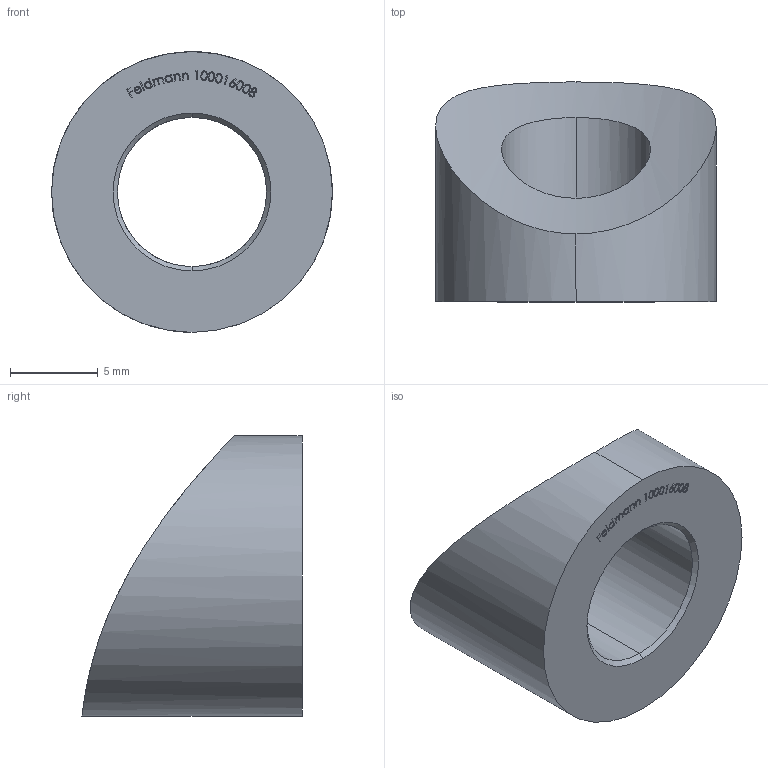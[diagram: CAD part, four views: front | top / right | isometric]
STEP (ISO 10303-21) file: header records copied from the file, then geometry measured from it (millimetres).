
FILE_DESCRIPTION (( 'STEP AP203' ), '1' );
FILE_NAME ('100016008.STEP', '2018-03-16T07:55:45', ( '' ), ( '' ), 'SwSTEP 2.0', 'SolidWorks 2015', '' );
FILE_SCHEMA (( 'CONFIG_CONTROL_DESIGN' ));
Length unit declared in the file: millimetre
Products named in the file (1): 100016008
Bounding box: 16 x 12.54 x 16 mm (x, y, z)
Volume: 1263.5 mm3; surface area: 994.8 mm2
Topology: 1 solids, 1 shells, 224 faces, 580 edges, 386 vertices
Faces by surface type: bspline 119, plane 98, cylinder 5, cone 2
Entity records: 14301 total; most frequent: CARTESIAN_POINT 9558, ORIENTED_EDGE 1160, EDGE_CURVE 580, DIRECTION 556, VERTEX_POINT 386, LINE 332, VECTOR 332, EDGE_LOOP 254
